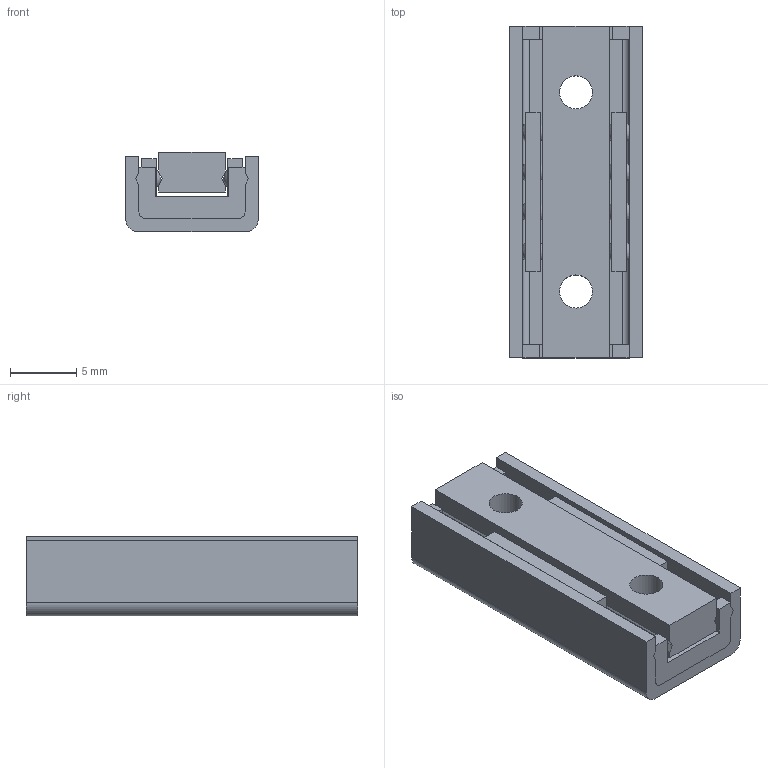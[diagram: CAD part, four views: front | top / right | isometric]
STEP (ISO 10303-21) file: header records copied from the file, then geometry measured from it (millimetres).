
FILE_DESCRIPTION(/* description */ (''),/* implementation_level */ '2;1');
FILE_NAME(/* name */ 'Linear Rail BSP1025SL.step',/* time_stamp */ '2024-11-07T23:09:48+08:00',/* author */ (''),/* organization */ (''),/* preprocessor_version */ 'ST-DEVELOPER v20',/* originating_system */ 'Autodesk Translation Framework v13.20.0.188',/* authorisation */ '');
FILE_SCHEMA (('AUTOMOTIVE_DESIGN { 1 0 10303 214 3 1 1 }'));
Length unit declared in the file: millimetre
Products named in the file (4): Linear Rail BSP1025SL; Frame; Slider; End seal
Assembly tree (3 placements, depth 2):
  Linear Rail BSP1025SL
    Frame
    Slider
    End seal
Bounding box: 10 x 25 x 6 mm (x, y, z)
Volume: 909.7 mm3; surface area: 1922.1 mm2
Topology: 14 solids, 14 shells, 124 faces, 336 edges, 224 vertices
Faces by surface type: plane 104, cylinder 12, sphere 8
Full cylindrical faces by diameter (mm): 2.5 x4
Entity records: 3933 total; most frequent: CARTESIAN_POINT 675, ORIENTED_EDGE 640, DIRECTION 614, EDGE_CURVE 320, LINE 288, VECTOR 288, VERTEX_POINT 224, AXIS2_PLACEMENT_3D 163
